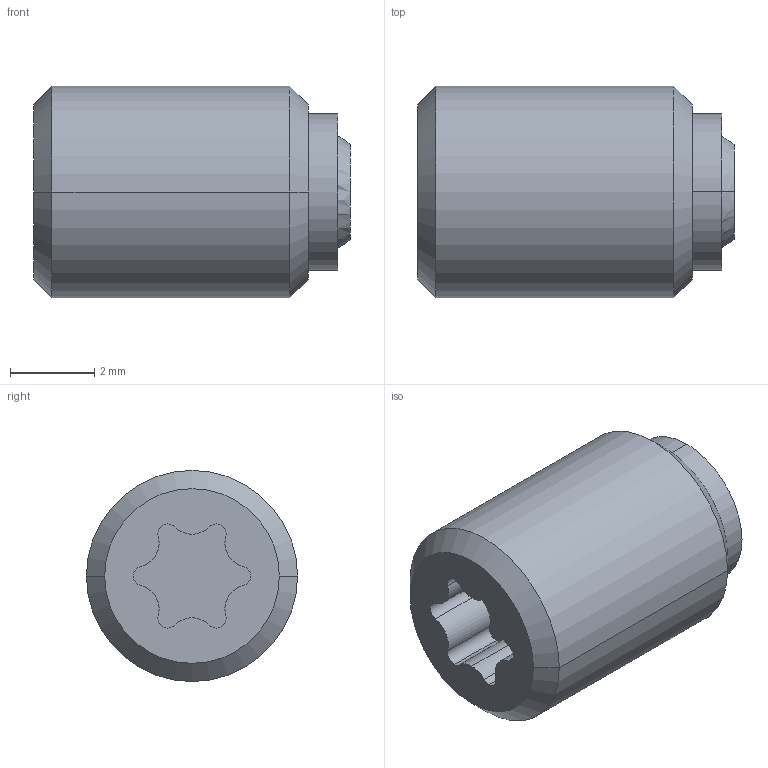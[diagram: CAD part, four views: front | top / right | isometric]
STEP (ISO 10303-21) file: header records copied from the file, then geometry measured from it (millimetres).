
FILE_DESCRIPTION(('STEP AP214'),'1');
FILE_NAME('HALDERN_EH_22720_2552.stp','2018-08-16T14:04:39',('TraceParts'),('TraceParts S.A.'),'Spatial InterOp 3D',' ',' ');
FILE_SCHEMA(('automotive_design'));
Length unit declared in the file: millimetre
Products named in the file (2): HALDERN_EH_22720_2552_1; HALDERN_EH_22720_2552_2
Bounding box: 7.5 x 5 x 5 mm (x, y, z)
Volume: 139.5 mm3; surface area: 181.4 mm2
Topology: 2 solids, 2 shells, 33 faces, 83 edges, 52 vertices
Faces by surface type: cylinder 22, plane 5, cone 4, sphere 2
Entity records: 1020 total; most frequent: DIRECTION 202, CARTESIAN_POINT 166, ORIENTED_EDGE 158, AXIS2_PLACEMENT_3D 88, EDGE_CURVE 79, CIRCLE 53, VERTEX_POINT 52, EDGE_LOOP 35
